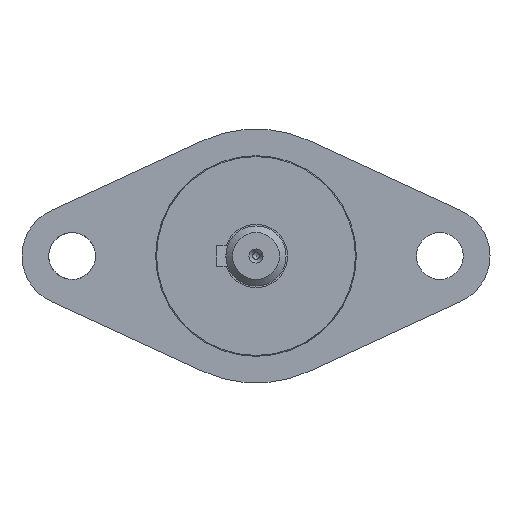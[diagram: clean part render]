
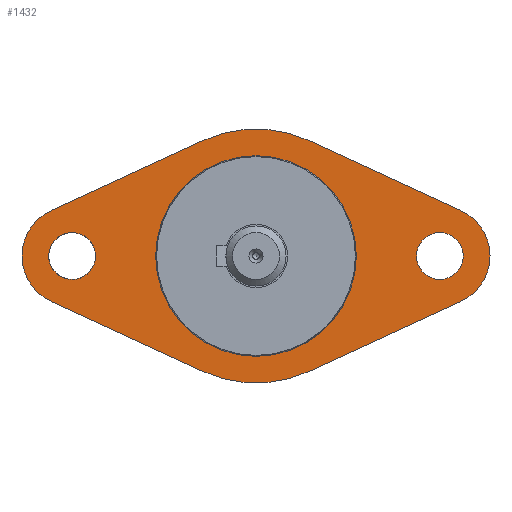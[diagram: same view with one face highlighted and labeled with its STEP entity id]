
A CAD part, left-side view. The second image highlights one B-rep face of the part: STEP entity #1432.
In plain terms, the highlighted planar face has unit normal (-1, 0, 0).
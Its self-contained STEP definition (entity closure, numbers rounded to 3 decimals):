
#1297=CARTESIAN_POINT('',(3.,0.,15.0));
#1298=VERTEX_POINT('',#1297);
#1299=CARTESIAN_POINT('',(3.,0.0,0.0));
#1300=DIRECTION('',(1.0,0.0,0.0));
#1301=DIRECTION('',(0.0,0.0,-1.0));
#1302=AXIS2_PLACEMENT_3D('',#1299,#1300,#1301);
#1303=CIRCLE('',#1302,15.0);
#1304=EDGE_CURVE('',#1298,#1298,#1303,.T.);
#1332=CARTESIAN_POINT('',(3.,0.,0.));
#1333=DIRECTION('',(1.0,0.0,0.0));
#1334=DIRECTION('',(0.0,0.0,-1.0));
#1335=AXIS2_PLACEMENT_3D('',#1332,#1333,#1334);
#1336=PLANE('',#1335);
#1337=CARTESIAN_POINT('',(3.,-30.636,-6.813));
#1338=VERTEX_POINT('',#1337);
#1339=CARTESIAN_POINT('',(3.,-7.945,-17.259));
#1340=VERTEX_POINT('',#1339);
#1341=CARTESIAN_POINT('',(3.,-30.636,-6.813));
#1342=DIRECTION('',(0.0,0.908,-0.418));
#1343=VECTOR('',#1342,24.98);
#1344=LINE('',#1341,#1343);
#1345=EDGE_CURVE('',#1338,#1340,#1344,.T.);
#1346=ORIENTED_EDGE('',*,*,#1345,.F.);
#1347=CARTESIAN_POINT('',(3.,-30.636,6.813));
#1348=VERTEX_POINT('',#1347);
#1349=CARTESIAN_POINT('',(3.,-27.5,0.0));
#1350=DIRECTION('',(1.,0.0,0.0));
#1351=DIRECTION('',(0.0,0.418,0.908));
#1352=AXIS2_PLACEMENT_3D('',#1349,#1350,#1351);
#1353=CIRCLE('',#1352,7.5);
#1354=EDGE_CURVE('',#1348,#1338,#1353,.T.);
#1355=ORIENTED_EDGE('',*,*,#1354,.F.);
#1356=CARTESIAN_POINT('',(3.,-7.945,17.259));
#1357=VERTEX_POINT('',#1356);
#1358=CARTESIAN_POINT('',(3.,-7.945,17.259));
#1359=DIRECTION('',(0.0,-0.908,-0.418));
#1360=VECTOR('',#1359,24.98);
#1361=LINE('',#1358,#1360);
#1362=EDGE_CURVE('',#1357,#1348,#1361,.T.);
#1363=ORIENTED_EDGE('',*,*,#1362,.F.);
#1364=CARTESIAN_POINT('',(3.,7.945,17.259));
#1365=VERTEX_POINT('',#1364);
#1366=CARTESIAN_POINT('',(3.,0.0,0.0));
#1367=DIRECTION('',(1.0,0.0,0.0));
#1368=DIRECTION('',(0.0,0.418,-0.908));
#1369=AXIS2_PLACEMENT_3D('',#1366,#1367,#1368);
#1370=CIRCLE('',#1369,19.);
#1371=EDGE_CURVE('',#1365,#1357,#1370,.T.);
#1372=ORIENTED_EDGE('',*,*,#1371,.F.);
#1373=CARTESIAN_POINT('',(3.,30.636,6.813));
#1374=VERTEX_POINT('',#1373);
#1375=CARTESIAN_POINT('',(3.,30.636,6.813));
#1376=DIRECTION('',(0.0,-0.908,0.418));
#1377=VECTOR('',#1376,24.98);
#1378=LINE('',#1375,#1377);
#1379=EDGE_CURVE('',#1374,#1365,#1378,.T.);
#1380=ORIENTED_EDGE('',*,*,#1379,.F.);
#1381=CARTESIAN_POINT('',(3.,30.636,-6.813));
#1382=VERTEX_POINT('',#1381);
#1383=CARTESIAN_POINT('',(3.,27.5,0.0));
#1384=DIRECTION('',(1.0,0.0,0.0));
#1385=DIRECTION('',(0.0,-0.418,-0.908));
#1386=AXIS2_PLACEMENT_3D('',#1383,#1384,#1385);
#1387=CIRCLE('',#1386,7.5);
#1388=EDGE_CURVE('',#1382,#1374,#1387,.T.);
#1389=ORIENTED_EDGE('',*,*,#1388,.F.);
#1390=CARTESIAN_POINT('',(3.,7.945,-17.259));
#1391=VERTEX_POINT('',#1390);
#1392=CARTESIAN_POINT('',(3.,7.945,-17.259));
#1393=DIRECTION('',(0.0,0.908,0.418));
#1394=VECTOR('',#1393,24.98);
#1395=LINE('',#1392,#1394);
#1396=EDGE_CURVE('',#1391,#1382,#1395,.T.);
#1397=ORIENTED_EDGE('',*,*,#1396,.F.);
#1398=CARTESIAN_POINT('',(3.,0.0,0.0));
#1399=DIRECTION('',(1.0,0.0,0.0));
#1400=DIRECTION('',(0.0,-0.418,0.908));
#1401=AXIS2_PLACEMENT_3D('',#1398,#1399,#1400);
#1402=CIRCLE('',#1401,19.);
#1403=EDGE_CURVE('',#1340,#1391,#1402,.T.);
#1404=ORIENTED_EDGE('',*,*,#1403,.F.);
#1405=EDGE_LOOP('',(#1346,#1355,#1363,#1372,#1380,#1389,#1397,#1404));
#1406=FACE_OUTER_BOUND('',#1405,.T.);
#1407=ORIENTED_EDGE('',*,*,#1304,.T.);
#1408=EDGE_LOOP('',(#1407));
#1409=FACE_BOUND('',#1408,.T.);
#1410=CARTESIAN_POINT('',(3.,28.241,-3.421));
#1411=VERTEX_POINT('',#1410);
#1412=CARTESIAN_POINT('',(3.,27.5,0.0));
#1413=DIRECTION('',(1.0,0.0,0.0));
#1414=DIRECTION('',(0.0,0.0,1.0));
#1415=AXIS2_PLACEMENT_3D('',#1412,#1413,#1414);
#1416=CIRCLE('',#1415,3.5);
#1417=EDGE_CURVE('',#1411,#1411,#1416,.T.);
#1418=ORIENTED_EDGE('',*,*,#1417,.T.);
#1419=EDGE_LOOP('',(#1418));
#1420=FACE_BOUND('',#1419,.T.);
#1421=CARTESIAN_POINT('',(3.,-27.5,3.5));
#1422=VERTEX_POINT('',#1421);
#1423=CARTESIAN_POINT('',(3.,-27.5,0.0));
#1424=DIRECTION('',(1.0,0.0,0.0));
#1425=DIRECTION('',(0.0,0.0,1.0));
#1426=AXIS2_PLACEMENT_3D('',#1423,#1424,#1425);
#1427=CIRCLE('',#1426,3.5);
#1428=EDGE_CURVE('',#1422,#1422,#1427,.T.);
#1429=ORIENTED_EDGE('',*,*,#1428,.T.);
#1430=EDGE_LOOP('',(#1429));
#1431=FACE_BOUND('',#1430,.T.);
#1432=ADVANCED_FACE('',(#1406,#1409,#1420,#1431),#1336,.F.);
